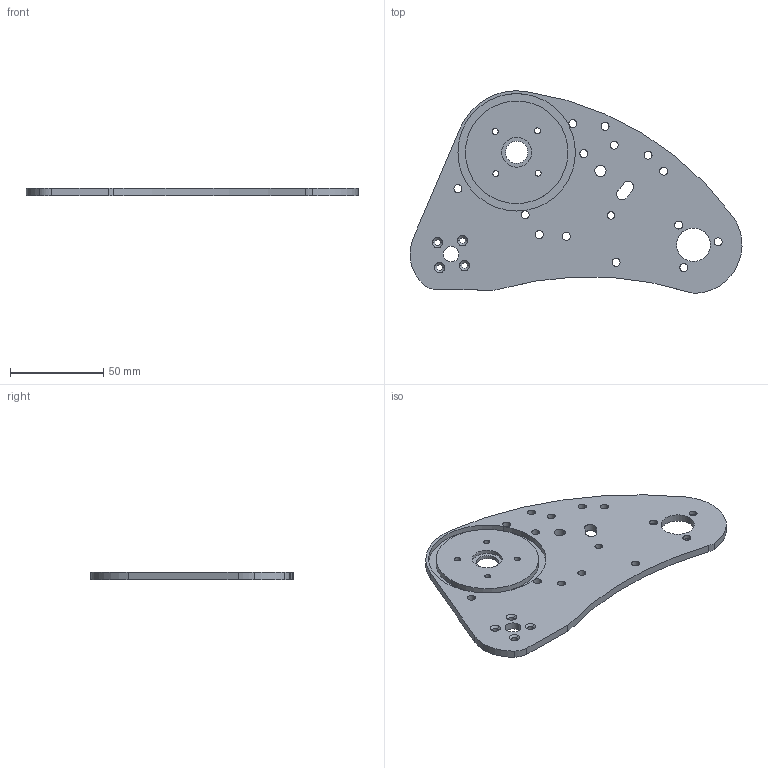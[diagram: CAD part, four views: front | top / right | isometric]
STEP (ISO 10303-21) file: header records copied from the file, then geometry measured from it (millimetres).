
FILE_DESCRIPTION (( 'STEP AP214' ), '1' );
FILE_NAME ('Chassis vsp.STEP', '2020-07-31T13:52:55', ( '' ), ( '' ), 'SwSTEP 2.0', 'SolidWorks 2016', '' );
FILE_SCHEMA (( 'AUTOMOTIVE_DESIGN' ));
Length unit declared in the file: millimetre
Products named in the file (1): Chassis vsp
Bounding box: 177.99 x 108.55 x 4 mm (x, y, z)
Volume: 49632.8 mm3; surface area: 30862 mm2
Topology: 1 solids, 1 shells, 103 faces, 272 edges, 174 vertices
Faces by surface type: cylinder 74, cone 22, plane 7
Entity records: 3406 total; most frequent: DIRECTION 650, CARTESIAN_POINT 550, ORIENTED_EDGE 544, AXIS2_PLACEMENT_3D 274, EDGE_CURVE 272, VERTEX_POINT 174, CIRCLE 170, EDGE_LOOP 162
